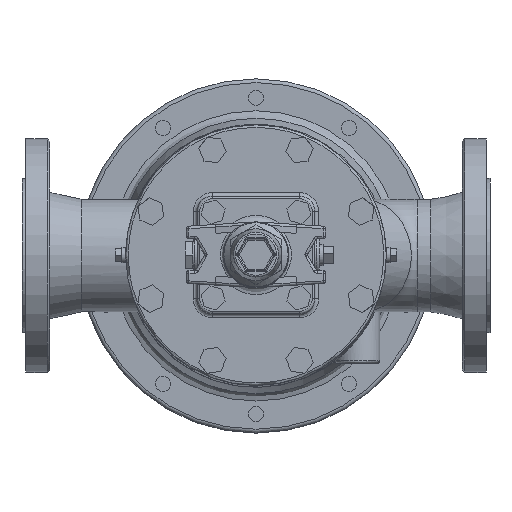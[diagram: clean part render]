
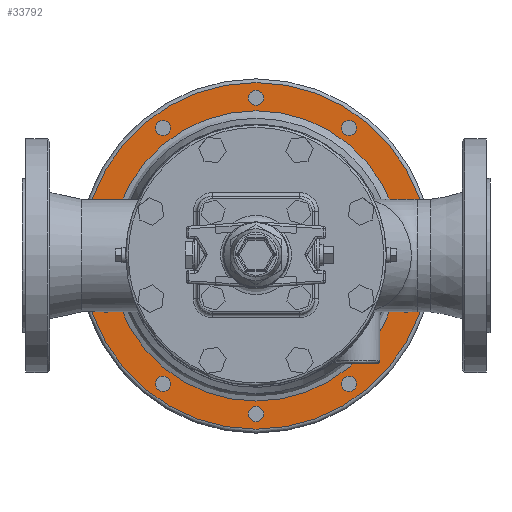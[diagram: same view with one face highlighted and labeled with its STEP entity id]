
A CAD part, top view. The second image highlights one B-rep face of the part: STEP entity #33792.
In plain terms, the highlighted planar face has unit normal (0, 0, 1).
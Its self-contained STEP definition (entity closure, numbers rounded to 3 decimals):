
#7063=CARTESIAN_POINT('',(-78.327,-97.6,-155.0));
#7064=VERTEX_POINT('',#7063);
#7065=CARTESIAN_POINT('',(-73.473,-101.127,-155.0));
#7066=DIRECTION('',(0.0,0.0,-1.0));
#7067=DIRECTION('',(0.809,-0.588,0.0));
#7068=AXIS2_PLACEMENT_3D('',#7065,#7066,#7067);
#7069=CIRCLE('',#7068,6.);
#7070=EDGE_CURVE('',#7064,#7064,#7069,.T.);
#7128=CARTESIAN_POINT('',(-120.736,-32.921,-155.0));
#7129=VERTEX_POINT('',#7128);
#7130=CARTESIAN_POINT('',(-118.882,-38.627,-155.0));
#7131=DIRECTION('',(0.0,0.0,-1.0));
#7132=DIRECTION('',(0.309,-0.951,0.0));
#7133=AXIS2_PLACEMENT_3D('',#7130,#7131,#7132);
#7134=CIRCLE('',#7133,6.);
#7135=EDGE_CURVE('',#7129,#7129,#7134,.T.);
#7193=CARTESIAN_POINT('',(-117.028,44.333,-155.0));
#7194=VERTEX_POINT('',#7193);
#7195=CARTESIAN_POINT('',(-118.882,38.627,-155.0));
#7196=DIRECTION('',(0.0,0.0,-1.));
#7197=DIRECTION('',(-0.309,-0.951,0.0));
#7198=AXIS2_PLACEMENT_3D('',#7195,#7196,#7197);
#7199=CIRCLE('',#7198,6.);
#7200=EDGE_CURVE('',#7194,#7194,#7199,.T.);
#7258=CARTESIAN_POINT('',(-68.619,104.654,-155.0));
#7259=VERTEX_POINT('',#7258);
#7260=CARTESIAN_POINT('',(-73.473,101.127,-155.0));
#7261=DIRECTION('',(0.0,0.0,-1.));
#7262=DIRECTION('',(-0.809,-0.588,0.0));
#7263=AXIS2_PLACEMENT_3D('',#7260,#7261,#7262);
#7264=CIRCLE('',#7263,6.0);
#7265=EDGE_CURVE('',#7259,#7259,#7264,.T.);
#7323=CARTESIAN_POINT('',(6.,125.0,-155.0));
#7324=VERTEX_POINT('',#7323);
#7325=CARTESIAN_POINT('',(0.,125.0,-155.0));
#7326=DIRECTION('',(0.0,0.0,-1.0));
#7327=DIRECTION('',(-1.0,0.0,0.0));
#7328=AXIS2_PLACEMENT_3D('',#7325,#7326,#7327);
#7329=CIRCLE('',#7328,6.);
#7330=EDGE_CURVE('',#7324,#7324,#7329,.T.);
#7388=CARTESIAN_POINT('',(78.327,97.6,-155.0));
#7389=VERTEX_POINT('',#7388);
#7390=CARTESIAN_POINT('',(73.473,101.127,-155.0));
#7391=DIRECTION('',(0.0,0.0,-1.));
#7392=DIRECTION('',(-0.809,0.588,0.0));
#7393=AXIS2_PLACEMENT_3D('',#7390,#7391,#7392);
#7394=CIRCLE('',#7393,6.);
#7395=EDGE_CURVE('',#7389,#7389,#7394,.T.);
#7453=CARTESIAN_POINT('',(120.736,32.921,-155.0));
#7454=VERTEX_POINT('',#7453);
#7455=CARTESIAN_POINT('',(118.882,38.627,-155.0));
#7456=DIRECTION('',(0.0,0.0,-1.));
#7457=DIRECTION('',(-0.309,0.951,0.0));
#7458=AXIS2_PLACEMENT_3D('',#7455,#7456,#7457);
#7459=CIRCLE('',#7458,6.0);
#7460=EDGE_CURVE('',#7454,#7454,#7459,.T.);
#7518=CARTESIAN_POINT('',(117.028,-44.333,-155.0));
#7519=VERTEX_POINT('',#7518);
#7520=CARTESIAN_POINT('',(118.882,-38.627,-155.0));
#7521=DIRECTION('',(0.0,0.0,-1.));
#7522=DIRECTION('',(0.309,0.951,0.0));
#7523=AXIS2_PLACEMENT_3D('',#7520,#7521,#7522);
#7524=CIRCLE('',#7523,6.);
#7525=EDGE_CURVE('',#7519,#7519,#7524,.T.);
#7583=CARTESIAN_POINT('',(68.619,-104.654,-155.0));
#7584=VERTEX_POINT('',#7583);
#7585=CARTESIAN_POINT('',(73.473,-101.127,-155.0));
#7586=DIRECTION('',(0.0,0.0,-1.0));
#7587=DIRECTION('',(0.809,0.588,0.0));
#7588=AXIS2_PLACEMENT_3D('',#7585,#7586,#7587);
#7589=CIRCLE('',#7588,6.);
#7590=EDGE_CURVE('',#7584,#7584,#7589,.T.);
#7648=CARTESIAN_POINT('',(-6.,-125.0,-155.0));
#7649=VERTEX_POINT('',#7648);
#7650=CARTESIAN_POINT('',(0.,-125.0,-155.0));
#7651=DIRECTION('',(0.0,0.0,-1.0));
#7652=DIRECTION('',(1.0,0.0,0.0));
#7653=AXIS2_PLACEMENT_3D('',#7650,#7651,#7652);
#7654=CIRCLE('',#7653,6.);
#7655=EDGE_CURVE('',#7649,#7649,#7654,.T.);
#33731=CARTESIAN_POINT('',(114.73,0.,-155.0));
#33732=VERTEX_POINT('',#33731);
#33733=CARTESIAN_POINT('',(0.0,0.0,-155.0));
#33734=DIRECTION('',(0.0,0.0,1.0));
#33735=DIRECTION('',(-1.0,0.0,0.0));
#33736=AXIS2_PLACEMENT_3D('',#33733,#33734,#33735);
#33737=CIRCLE('',#33736,114.73);
#33738=EDGE_CURVE('',#33732,#33732,#33737,.T.);
#33743=CARTESIAN_POINT('',(0.0,0.0,-155.0));
#33744=DIRECTION('',(0.0,0.0,-1.0));
#33745=DIRECTION('',(-1.0,0.0,0.0));
#33746=AXIS2_PLACEMENT_3D('',#33743,#33744,#33745);
#33747=PLANE('',#33746);
#33748=CARTESIAN_POINT('',(137.0,0.,-155.0));
#33749=VERTEX_POINT('',#33748);
#33750=CARTESIAN_POINT('',(0.0,0.0,-155.0));
#33751=DIRECTION('',(0.0,0.0,-1.0));
#33752=DIRECTION('',(-1.0,0.0,0.0));
#33753=AXIS2_PLACEMENT_3D('',#33750,#33751,#33752);
#33754=CIRCLE('',#33753,137.0);
#33755=EDGE_CURVE('',#33749,#33749,#33754,.T.);
#33756=ORIENTED_EDGE('',*,*,#33755,.F.);
#33757=EDGE_LOOP('',(#33756));
#33758=FACE_OUTER_BOUND('',#33757,.T.);
#33759=ORIENTED_EDGE('',*,*,#7070,.T.);
#33760=EDGE_LOOP('',(#33759));
#33761=FACE_BOUND('',#33760,.T.);
#33762=ORIENTED_EDGE('',*,*,#7135,.T.);
#33763=EDGE_LOOP('',(#33762));
#33764=FACE_BOUND('',#33763,.T.);
#33765=ORIENTED_EDGE('',*,*,#7200,.T.);
#33766=EDGE_LOOP('',(#33765));
#33767=FACE_BOUND('',#33766,.T.);
#33768=ORIENTED_EDGE('',*,*,#7265,.T.);
#33769=EDGE_LOOP('',(#33768));
#33770=FACE_BOUND('',#33769,.T.);
#33771=ORIENTED_EDGE('',*,*,#7330,.T.);
#33772=EDGE_LOOP('',(#33771));
#33773=FACE_BOUND('',#33772,.T.);
#33774=ORIENTED_EDGE('',*,*,#7395,.T.);
#33775=EDGE_LOOP('',(#33774));
#33776=FACE_BOUND('',#33775,.T.);
#33777=ORIENTED_EDGE('',*,*,#7460,.T.);
#33778=EDGE_LOOP('',(#33777));
#33779=FACE_BOUND('',#33778,.T.);
#33780=ORIENTED_EDGE('',*,*,#7525,.T.);
#33781=EDGE_LOOP('',(#33780));
#33782=FACE_BOUND('',#33781,.T.);
#33783=ORIENTED_EDGE('',*,*,#7590,.T.);
#33784=EDGE_LOOP('',(#33783));
#33785=FACE_BOUND('',#33784,.T.);
#33786=ORIENTED_EDGE('',*,*,#7655,.T.);
#33787=EDGE_LOOP('',(#33786));
#33788=FACE_BOUND('',#33787,.T.);
#33789=ORIENTED_EDGE('',*,*,#33738,.F.);
#33790=EDGE_LOOP('',(#33789));
#33791=FACE_BOUND('',#33790,.T.);
#33792=ADVANCED_FACE('',(#33758,#33761,#33764,#33767,#33770,#33773,#33776,#33779,#33782,#33785,#33788,#33791),#33747,.F.);
